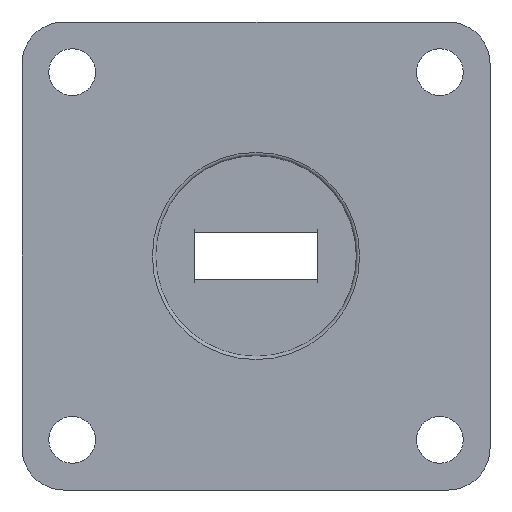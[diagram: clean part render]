
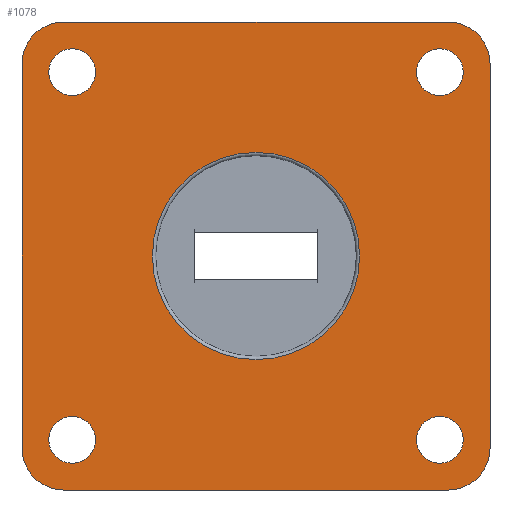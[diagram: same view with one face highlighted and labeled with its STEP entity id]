
A CAD part, front view. The second image highlights one B-rep face of the part: STEP entity #1078.
In plain terms, the highlighted planar face has unit normal (0, -1, 0).
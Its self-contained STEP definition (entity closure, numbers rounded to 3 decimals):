
#863=CARTESIAN_POINT('',(-0.,0.,-31.));
#864=VERTEX_POINT('',#863);
#900=CARTESIAN_POINT('',(31.,0.,0.));
#901=VERTEX_POINT('',#900);
#902=CARTESIAN_POINT('',(-0.,0.,-0.));
#903=DIRECTION('',(0.,-1.,-0.));
#904=DIRECTION('',(-1.,0.,-0.));
#905=AXIS2_PLACEMENT_3D('',#902,#903,#904);
#906=CIRCLE('',#905,31.);
#907=EDGE_CURVE('',#864,#901,#906,.T.);
#909=CARTESIAN_POINT('',(-0.,0.,-0.));
#910=DIRECTION('',(0.,-1.,-0.));
#911=DIRECTION('',(-1.,0.,-0.));
#912=AXIS2_PLACEMENT_3D('',#909,#910,#911);
#913=CIRCLE('',#912,31.);
#914=EDGE_CURVE('',#901,#864,#913,.T.);
#955=CARTESIAN_POINT('',(-0.,0.,-0.));
#956=DIRECTION('',(0.,1.,0.));
#957=DIRECTION('',(0.,0.,1.));
#958=AXIS2_PLACEMENT_3D('',#955,#956,#957);
#959=PLANE('',#958);
#960=CARTESIAN_POINT('',(-70.,0.,-57.5));
#961=VERTEX_POINT('',#960);
#962=CARTESIAN_POINT('',(-70.,0.,57.5));
#963=VERTEX_POINT('',#962);
#964=CARTESIAN_POINT('',(-70.,0.,-57.5));
#965=DIRECTION('',(0.,0.,1.));
#966=VECTOR('',#965,1150.);
#967=LINE('',#964,#966);
#968=EDGE_CURVE('',#961,#963,#967,.T.);
#969=ORIENTED_EDGE('',*,*,#968,.F.);
#970=CARTESIAN_POINT('',(-57.5,0.,-70.));
#971=VERTEX_POINT('',#970);
#972=CARTESIAN_POINT('',(-57.5,0.,-57.5));
#973=DIRECTION('',(-0.,1.,0.));
#974=DIRECTION('',(1.,0.,0.));
#975=AXIS2_PLACEMENT_3D('',#972,#973,#974);
#976=CIRCLE('',#975,12.5);
#977=EDGE_CURVE('',#971,#961,#976,.T.);
#978=ORIENTED_EDGE('',*,*,#977,.F.);
#979=CARTESIAN_POINT('',(57.5,0.,-70.));
#980=VERTEX_POINT('',#979);
#981=CARTESIAN_POINT('',(57.5,0.,-70.));
#982=DIRECTION('',(-1.,0.,0.));
#983=VECTOR('',#982,1150.);
#984=LINE('',#981,#983);
#985=EDGE_CURVE('',#980,#971,#984,.T.);
#986=ORIENTED_EDGE('',*,*,#985,.F.);
#987=CARTESIAN_POINT('',(70.,0.,-57.5));
#988=VERTEX_POINT('',#987);
#989=CARTESIAN_POINT('',(57.5,0.,-57.5));
#990=DIRECTION('',(-0.,1.,0.));
#991=DIRECTION('',(1.,0.,0.));
#992=AXIS2_PLACEMENT_3D('',#989,#990,#991);
#993=CIRCLE('',#992,12.5);
#994=EDGE_CURVE('',#988,#980,#993,.T.);
#995=ORIENTED_EDGE('',*,*,#994,.F.);
#996=CARTESIAN_POINT('',(70.,0.,57.5));
#997=VERTEX_POINT('',#996);
#998=CARTESIAN_POINT('',(70.,0.,57.5));
#999=DIRECTION('',(-0.,0.,-1.));
#1000=VECTOR('',#999,1150.);
#1001=LINE('',#998,#1000);
#1002=EDGE_CURVE('',#997,#988,#1001,.T.);
#1003=ORIENTED_EDGE('',*,*,#1002,.F.);
#1004=CARTESIAN_POINT('',(57.5,0.,70.));
#1005=VERTEX_POINT('',#1004);
#1006=CARTESIAN_POINT('',(57.5,0.,57.5));
#1007=DIRECTION('',(-0.,1.,0.));
#1008=DIRECTION('',(1.,0.,0.));
#1009=AXIS2_PLACEMENT_3D('',#1006,#1007,#1008);
#1010=CIRCLE('',#1009,12.5);
#1011=EDGE_CURVE('',#1005,#997,#1010,.T.);
#1012=ORIENTED_EDGE('',*,*,#1011,.F.);
#1013=CARTESIAN_POINT('',(-57.5,0.,70.));
#1014=VERTEX_POINT('',#1013);
#1015=CARTESIAN_POINT('',(-57.5,0.,70.));
#1016=DIRECTION('',(1.,0.,-0.));
#1017=VECTOR('',#1016,1150.);
#1018=LINE('',#1015,#1017);
#1019=EDGE_CURVE('',#1014,#1005,#1018,.T.);
#1020=ORIENTED_EDGE('',*,*,#1019,.F.);
#1021=CARTESIAN_POINT('',(-57.5,0.,57.5));
#1022=DIRECTION('',(-0.,1.,0.));
#1023=DIRECTION('',(1.,0.,0.));
#1024=AXIS2_PLACEMENT_3D('',#1021,#1022,#1023);
#1025=CIRCLE('',#1024,12.5);
#1026=EDGE_CURVE('',#963,#1014,#1025,.T.);
#1027=ORIENTED_EDGE('',*,*,#1026,.F.);
#1028=EDGE_LOOP('',(#969,#978,#986,#995,#1003,#1012,#1020,#1027));
#1029=FACE_BOUND('',#1028,.T.);
#1030=CARTESIAN_POINT('',(-62.,0.,-55.));
#1031=VERTEX_POINT('',#1030);
#1032=CARTESIAN_POINT('',(-55.,0.,-55.));
#1033=DIRECTION('',(-0.,1.,0.));
#1034=DIRECTION('',(1.,0.,0.));
#1035=AXIS2_PLACEMENT_3D('',#1032,#1033,#1034);
#1036=CIRCLE('',#1035,7.);
#1037=EDGE_CURVE('',#1031,#1031,#1036,.T.);
#1038=ORIENTED_EDGE('',*,*,#1037,.T.);
#1039=EDGE_LOOP('',(#1038));
#1040=FACE_BOUND('',#1039,.T.);
#1041=CARTESIAN_POINT('',(48.,0.,-55.));
#1042=VERTEX_POINT('',#1041);
#1043=CARTESIAN_POINT('',(55.,0.,-55.));
#1044=DIRECTION('',(-0.,1.,0.));
#1045=DIRECTION('',(1.,0.,0.));
#1046=AXIS2_PLACEMENT_3D('',#1043,#1044,#1045);
#1047=CIRCLE('',#1046,7.);
#1048=EDGE_CURVE('',#1042,#1042,#1047,.T.);
#1049=ORIENTED_EDGE('',*,*,#1048,.T.);
#1050=EDGE_LOOP('',(#1049));
#1051=FACE_BOUND('',#1050,.T.);
#1052=CARTESIAN_POINT('',(-62.,0.,55.));
#1053=VERTEX_POINT('',#1052);
#1054=CARTESIAN_POINT('',(-55.,0.,55.));
#1055=DIRECTION('',(-0.,1.,0.));
#1056=DIRECTION('',(1.,0.,0.));
#1057=AXIS2_PLACEMENT_3D('',#1054,#1055,#1056);
#1058=CIRCLE('',#1057,7.);
#1059=EDGE_CURVE('',#1053,#1053,#1058,.T.);
#1060=ORIENTED_EDGE('',*,*,#1059,.T.);
#1061=EDGE_LOOP('',(#1060));
#1062=FACE_BOUND('',#1061,.T.);
#1063=CARTESIAN_POINT('',(48.,0.,55.));
#1064=VERTEX_POINT('',#1063);
#1065=CARTESIAN_POINT('',(55.,0.,55.));
#1066=DIRECTION('',(-0.,1.,0.));
#1067=DIRECTION('',(1.,0.,0.));
#1068=AXIS2_PLACEMENT_3D('',#1065,#1066,#1067);
#1069=CIRCLE('',#1068,7.);
#1070=EDGE_CURVE('',#1064,#1064,#1069,.T.);
#1071=ORIENTED_EDGE('',*,*,#1070,.T.);
#1072=EDGE_LOOP('',(#1071));
#1073=FACE_BOUND('',#1072,.T.);
#1074=ORIENTED_EDGE('',*,*,#907,.F.);
#1075=ORIENTED_EDGE('',*,*,#914,.F.);
#1076=EDGE_LOOP('',(#1074,#1075));
#1077=FACE_BOUND('',#1076,.T.);
#1078=ADVANCED_FACE('',(#1029,#1040,#1051,#1062,#1073,#1077),#959,.F.);
